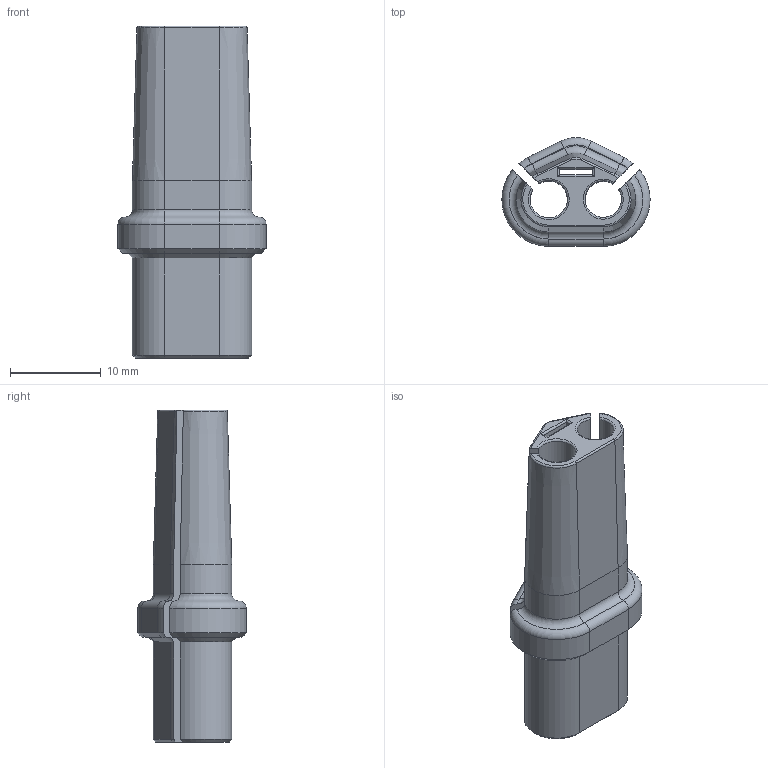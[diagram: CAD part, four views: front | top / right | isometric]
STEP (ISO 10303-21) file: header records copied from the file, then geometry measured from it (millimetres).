
FILE_DESCRIPTION(('Open CASCADE Model'),'2;1');
FILE_NAME('Open CASCADE Shape Model','2024-08-25T12:25:20',('Author'),( 'Open CASCADE'),'Open CASCADE STEP processor 7.7','Open CASCADE 7.7' ,'Unknown');
FILE_SCHEMA(('AUTOMOTIVE_DESIGN { 1 0 10303 214 1 1 1 1 }'));
Length unit declared in the file: millimetre
Products named in the file (1): Open CASCADE STEP translator 7.7 2
Bounding box: 16.3 x 11.95 x 36.5 mm (x, y, z)
Volume: 2216.3 mm3; surface area: 2773.8 mm2
Topology: 1 solids, 1 shells, 108 faces, 268 edges, 162 vertices
Faces by surface type: plane 39, cylinder 30, cone 22, torus 17
Entity records: 7251 total; most frequent: CARTESIAN_POINT 2155, DIRECTION 891, ORIENTED_EDGE 536, PCURVE 536, DEFINITIONAL_REPRESENTATION 536, LINE 411, VECTOR 411, EDGE_CURVE 268
